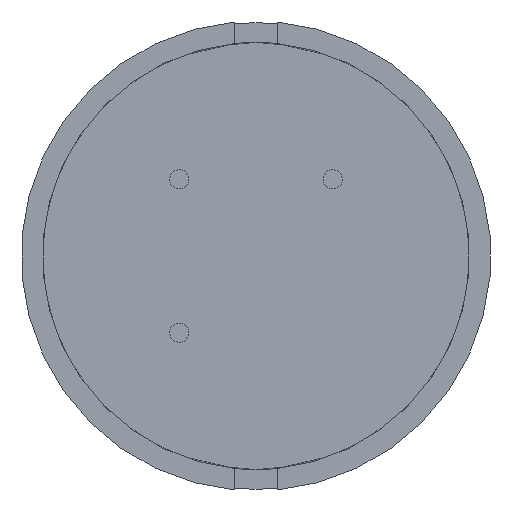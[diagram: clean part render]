
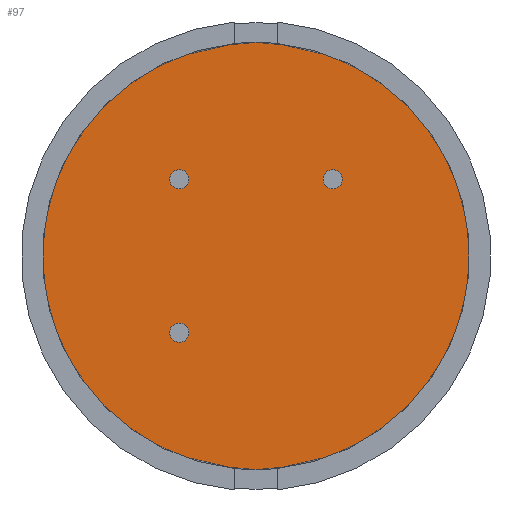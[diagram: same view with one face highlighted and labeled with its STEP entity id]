
A CAD part, front view. The second image highlights one B-rep face of the part: STEP entity #97.
In plain terms, the highlighted planar face has unit normal (0, -1, 0).
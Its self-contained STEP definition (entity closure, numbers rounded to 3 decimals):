
#12 = EDGE_CURVE ( 'NONE', #837, #102, #729, .T. ) ;
#47 = VERTEX_POINT ( 'NONE', #728 ) ;
#48 = DIRECTION ( 'NONE',  ( 0., -1., 0. ) ) ;
#55 = ORIENTED_EDGE ( 'NONE', *, *, #649, .F. ) ;
#58 = CARTESIAN_POINT ( 'NONE',  ( -1.796, 1., -1.796 ) ) ;
#68 = CARTESIAN_POINT ( 'NONE',  ( -1.796, 1., -1.796 ) ) ;
#72 = VERTEX_POINT ( 'NONE', #533 ) ;
#83 = EDGE_CURVE ( 'NONE', #531, #475, #391, .T. ) ;
#97 = ADVANCED_FACE ( 'NONE', ( #250, #237, #352, #238 ), #239, .T. ) ;
#101 = ORIENTED_EDGE ( 'NONE', *, *, #730, .F. ) ;
#102 = VERTEX_POINT ( 'NONE', #552 ) ;
#113 = EDGE_LOOP ( 'NONE', ( #101, #272 ) ) ;
#129 = ORIENTED_EDGE ( 'NONE', *, *, #83, .T. ) ;
#136 = DIRECTION ( 'NONE',  ( 0., 0., -1. ) ) ;
#142 = DIRECTION ( 'NONE',  ( 0., 0., -1. ) ) ;
#175 = CIRCLE ( 'NONE', #713, 5. ) ;
#186 = DIRECTION ( 'NONE',  ( 0., -1., 0. ) ) ;
#199 = EDGE_LOOP ( 'NONE', ( #55, #327 ) ) ;
#207 = CARTESIAN_POINT ( 'NONE',  ( -1.796, 1., -2.021 ) ) ;
#236 = AXIS2_PLACEMENT_3D ( 'NONE', #495, #48, #567 ) ;
#237 = FACE_OUTER_BOUND ( 'NONE', #703, .T. ) ;
#238 = FACE_BOUND ( 'NONE', #684, .T. ) ;
#239 = PLANE ( 'NONE',  #727 ) ;
#250 = FACE_BOUND ( 'NONE', #113, .T. ) ;
#252 = AXIS2_PLACEMENT_3D ( 'NONE', #58, #573, #136 ) ;
#257 = CARTESIAN_POINT ( 'NONE',  ( -1.796, 1., 1.796 ) ) ;
#269 = CARTESIAN_POINT ( 'NONE',  ( -1.796, 1., 1.571 ) ) ;
#270 = CIRCLE ( 'NONE', #236, 0.225 ) ;
#272 = ORIENTED_EDGE ( 'NONE', *, *, #12, .F. ) ;
#319 = VERTEX_POINT ( 'NONE', #207 ) ;
#327 = ORIENTED_EDGE ( 'NONE', *, *, #471, .F. ) ;
#331 = DIRECTION ( 'NONE',  ( 0., -1., 0. ) ) ;
#333 = DIRECTION ( 'NONE',  ( 0., 0., -1. ) ) ;
#337 = DIRECTION ( 'NONE',  ( 0., 0., -1. ) ) ;
#352 = FACE_BOUND ( 'NONE', #199, .T. ) ;
#355 = CARTESIAN_POINT ( 'NONE',  ( 0., 1., -5. ) ) ;
#371 = DIRECTION ( 'NONE',  ( 0., -1., 0. ) ) ;
#374 = AXIS2_PLACEMENT_3D ( 'NONE', #257, #739, #333 ) ;
#386 = CIRCLE ( 'NONE', #846, 0.225 ) ;
#391 = CIRCLE ( 'NONE', #551, 5. ) ;
#398 = ORIENTED_EDGE ( 'NONE', *, *, #527, .F. ) ;
#429 = CARTESIAN_POINT ( 'NONE',  ( 1.796, 1., 1.796 ) ) ;
#471 = EDGE_CURVE ( 'NONE', #72, #590, #913, .T. ) ;
#475 = VERTEX_POINT ( 'NONE', #355 ) ;
#478 = CARTESIAN_POINT ( 'NONE',  ( 0., 1., 0. ) ) ;
#495 = CARTESIAN_POINT ( 'NONE',  ( 1.796, 1., 1.796 ) ) ;
#499 = DIRECTION ( 'NONE',  ( 0., 0., -1. ) ) ;
#509 = CARTESIAN_POINT ( 'NONE',  ( 1.796, 1., 2.021 ) ) ;
#520 = ORIENTED_EDGE ( 'NONE', *, *, #688, .T. ) ;
#527 = EDGE_CURVE ( 'NONE', #319, #47, #882, .T. ) ;
#531 = VERTEX_POINT ( 'NONE', #765 ) ;
#533 = CARTESIAN_POINT ( 'NONE',  ( 1.796, 1., 1.571 ) ) ;
#544 = AXIS2_PLACEMENT_3D ( 'NONE', #68, #581, #142 ) ;
#551 = AXIS2_PLACEMENT_3D ( 'NONE', #478, #186, #677 ) ;
#552 = CARTESIAN_POINT ( 'NONE',  ( -1.796, 1., 2.021 ) ) ;
#560 = EDGE_CURVE ( 'NONE', #47, #319, #641, .T. ) ;
#567 = DIRECTION ( 'NONE',  ( 0., 0., -1. ) ) ;
#573 = DIRECTION ( 'NONE',  ( 0., -1., 0. ) ) ;
#581 = DIRECTION ( 'NONE',  ( 0., -1., 0. ) ) ;
#590 = VERTEX_POINT ( 'NONE', #509 ) ;
#599 = CARTESIAN_POINT ( 'NONE',  ( 0., 1., 0. ) ) ;
#641 = CIRCLE ( 'NONE', #544, 0.225 ) ;
#649 = EDGE_CURVE ( 'NONE', #590, #72, #270, .T. ) ;
#677 = DIRECTION ( 'NONE',  ( 0., 0., -1. ) ) ;
#684 = EDGE_LOOP ( 'NONE', ( #732, #398 ) ) ;
#688 = EDGE_CURVE ( 'NONE', #475, #531, #175, .T. ) ;
#703 = EDGE_LOOP ( 'NONE', ( #520, #129 ) ) ;
#713 = AXIS2_PLACEMENT_3D ( 'NONE', #772, #371, #842 ) ;
#727 = AXIS2_PLACEMENT_3D ( 'NONE', #599, #742, #337 ) ;
#728 = CARTESIAN_POINT ( 'NONE',  ( -1.796, 1., -1.571 ) ) ;
#729 = CIRCLE ( 'NONE', #374, 0.225 ) ;
#730 = EDGE_CURVE ( 'NONE', #102, #837, #386, .T. ) ;
#732 = ORIENTED_EDGE ( 'NONE', *, *, #560, .F. ) ;
#737 = CARTESIAN_POINT ( 'NONE',  ( -1.796, 1., 1.796 ) ) ;
#739 = DIRECTION ( 'NONE',  ( 0., -1., 0. ) ) ;
#742 = DIRECTION ( 'NONE',  ( 0., -1., 0. ) ) ;
#765 = CARTESIAN_POINT ( 'NONE',  ( 0., 1., 5. ) ) ;
#772 = CARTESIAN_POINT ( 'NONE',  ( 0., 1., 0. ) ) ;
#805 = DIRECTION ( 'NONE',  ( 0., 0., -1. ) ) ;
#837 = VERTEX_POINT ( 'NONE', #269 ) ;
#842 = DIRECTION ( 'NONE',  ( 0., 0., -1. ) ) ;
#846 = AXIS2_PLACEMENT_3D ( 'NONE', #737, #331, #805 ) ;
#875 = AXIS2_PLACEMENT_3D ( 'NONE', #429, #903, #499 ) ;
#882 = CIRCLE ( 'NONE', #252, 0.225 ) ;
#903 = DIRECTION ( 'NONE',  ( 0., -1., 0. ) ) ;
#913 = CIRCLE ( 'NONE', #875, 0.225 ) ;
